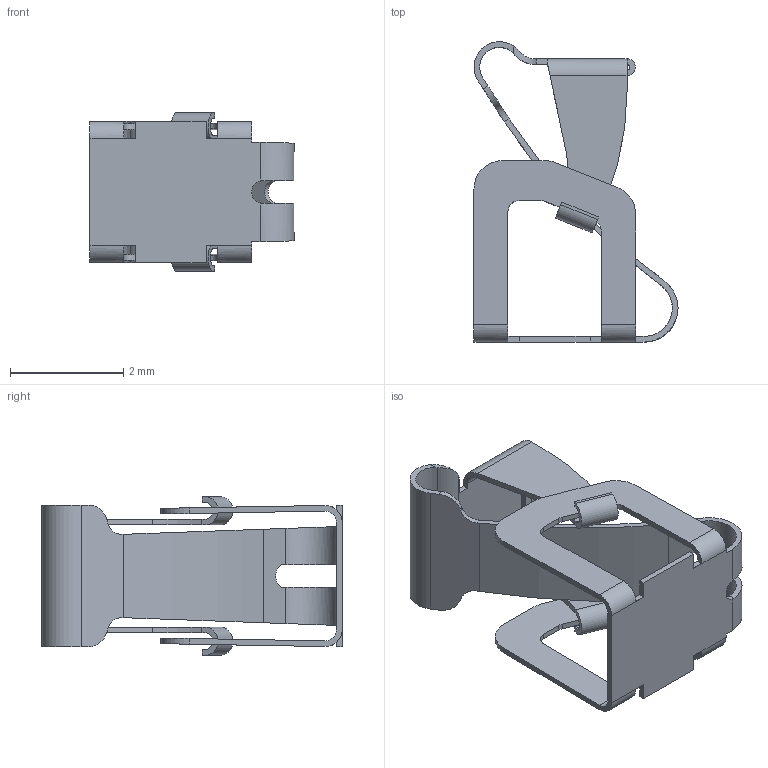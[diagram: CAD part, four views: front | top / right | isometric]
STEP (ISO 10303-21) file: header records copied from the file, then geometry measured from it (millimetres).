
FILE_DESCRIPTION( ( 'Unknown' ), '1' );
FILE_NAME( '33123x362553.stp', 'Unknown', ( 'Unknown' ), ( 'Unknown' ), 'PSStep 19.0.9', 'Unknown', ' ' );
FILE_SCHEMA( ( 'AUTOMOTIVE_DESIGN { 1 0 10303 214 1 1 1 1 }' ) );
Length unit declared in the file: millimetre
Products named in the file (1): SM-Z365325-Pb
Bounding box: 3.6 x 5.3 x 2.8 mm (x, y, z)
Volume: 3.9 mm3; surface area: 86.6 mm2
Topology: 1 solids, 1 shells, 126 faces, 384 edges, 254 vertices
Faces by surface type: plane 73, cylinder 53
Entity records: 5610 total; most frequent: CARTESIAN_POINT 1063, ORIENTED_EDGE 768, DIRECTION 730, EDGE_CURVE 384, LINE 260, VECTOR 260, VERTEX_POINT 254, AXIS2_PLACEMENT_3D 235
